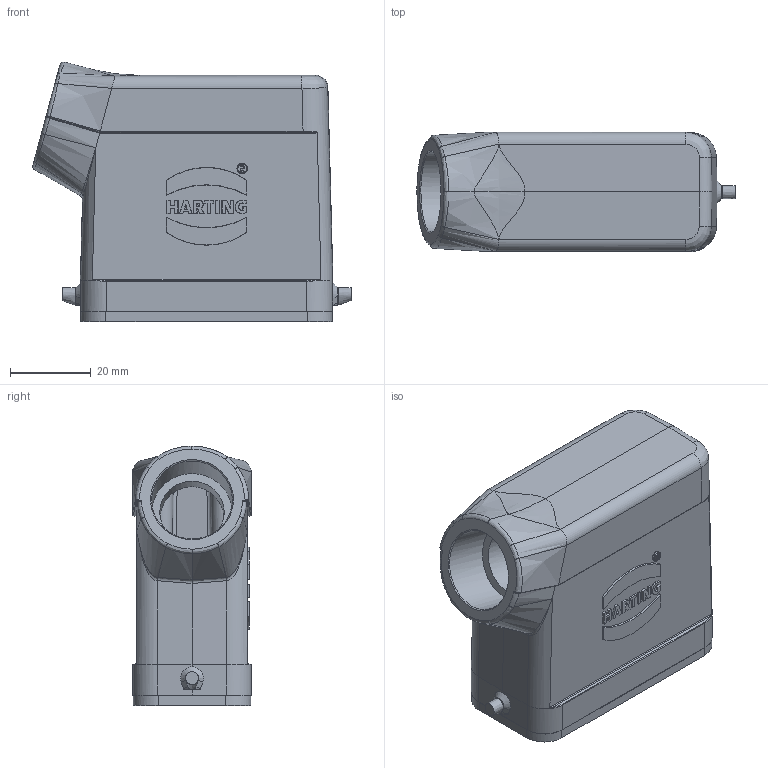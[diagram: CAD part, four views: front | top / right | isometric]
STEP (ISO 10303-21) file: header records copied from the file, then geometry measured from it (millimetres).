
FILE_DESCRIPTION(/* description */ (''),/* implementation_level */ '2;1');
FILE_NAME(/* name */ '100094850ugm000_c.stp',/* time_stamp */ '2017-11-06T07:12:21+01:00',/* author */ (''),/* organization */ (''),/* preprocessor_version */ 'ST-DEVELOPER v16',/* originating_system */ 'SIEMENS PLM Software NX 10.0',/* authorisation */ '');
FILE_SCHEMA (('AUTOMOTIVE_DESIGN { 1 0 10303 214 3 1 1 1 }'));
Length unit declared in the file: millimetre
Products named in the file (1): 100094850ugm000_c
Bounding box: 78.98 x 29.5 x 64.5 mm (x, y, z)
Volume: 35676.7 mm3; surface area: 24922.4 mm2
Topology: 1 solids, 1 shells, 383 faces, 980 edges, 612 vertices
Faces by surface type: plane 171, bspline 110, cylinder 69, cone 29, torus 4
Full cylindrical faces by diameter (mm): 3 x4, 16 x1, 20 x1
Entity records: 15265 total; most frequent: CARTESIAN_POINT 6050, ORIENTED_EDGE 1870, DIRECTION 1463, EDGE_CURVE 935, VERTEX_POINT 599, AXIS2_PLACEMENT_3D 500, LINE 463, VECTOR 463
